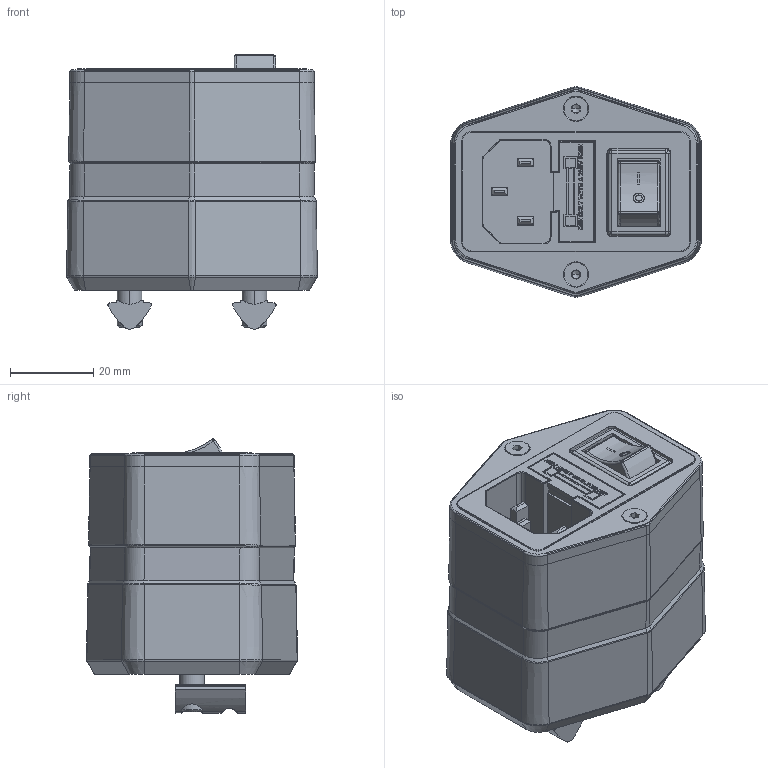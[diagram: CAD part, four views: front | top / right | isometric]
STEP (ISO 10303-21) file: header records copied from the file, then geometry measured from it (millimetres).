
FILE_DESCRIPTION (( 'STEP AP214' ), '1' );
FILE_NAME ('C13-14_Fused.STEP', '2023-03-15T12:56:21', ( '' ), ( '' ), 'SwSTEP 2.0', 'SolidWorks 2023', '' );
FILE_SCHEMA (( 'AUTOMOTIVE_DESIGN' ));
Length unit declared in the file: millimetre
Products named in the file (1): C13-14_Fused_Part1
Bounding box: 60.42 x 50.82 x 66.02 mm (x, y, z)
Volume: 67169.2 mm3; surface area: 39942.9 mm2
Topology: 6 solids, 6 shells, 1282 faces, 3569 edges, 2391 vertices
Faces by surface type: plane 692, cylinder 344, bspline 132, cone 56, torus 42, sphere 16
Entity records: 45306 total; most frequent: CARTESIAN_POINT 13016, ORIENTED_EDGE 7110, DIRECTION 6062, EDGE_CURVE 3555, VERTEX_POINT 2390, LINE 2284, VECTOR 2284, AXIS2_PLACEMENT_3D 1889
